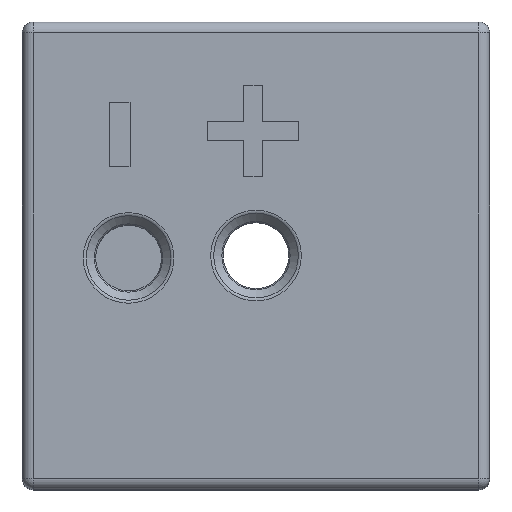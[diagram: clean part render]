
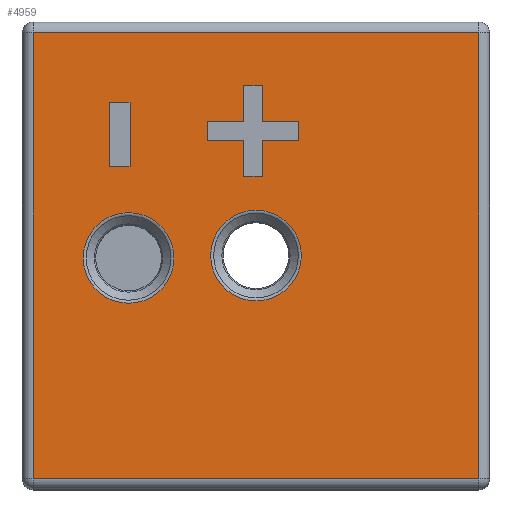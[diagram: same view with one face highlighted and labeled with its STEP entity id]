
A CAD part, top view. The second image highlights one B-rep face of the part: STEP entity #4959.
In plain terms, the highlighted planar face has unit normal (0, 0, 1).
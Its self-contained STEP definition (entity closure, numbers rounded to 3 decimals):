
#265=FACE_BOUND('',#1547,.T.);
#266=FACE_BOUND('',#1548,.T.);
#267=FACE_BOUND('',#1549,.T.);
#268=FACE_BOUND('',#1550,.T.);
#348=PLANE('',#5432);
#514=LINE('',#7867,#804);
#517=LINE('',#7872,#807);
#519=LINE('',#7876,#809);
#521=LINE('',#7880,#811);
#523=LINE('',#7884,#813);
#525=LINE('',#7888,#815);
#527=LINE('',#7892,#817);
#529=LINE('',#7896,#819);
#531=LINE('',#7900,#821);
#533=LINE('',#7904,#823);
#535=LINE('',#7908,#825);
#537=LINE('',#7911,#827);
#538=LINE('',#7915,#828);
#542=LINE('',#7923,#832);
#545=LINE('',#7929,#835);
#548=LINE('',#7934,#838);
#556=LINE('',#8092,#846);
#557=LINE('',#8094,#847);
#558=LINE('',#8096,#848);
#559=LINE('',#8097,#849);
#804=VECTOR('',#6382,1.718);
#807=VECTOR('',#6387,1.706);
#809=VECTOR('',#6391,0.887);
#811=VECTOR('',#6395,1.706);
#813=VECTOR('',#6399,1.718);
#815=VECTOR('',#6403,0.867);
#817=VECTOR('',#6407,0.867);
#819=VECTOR('',#6411,1.718);
#821=VECTOR('',#6415,1.706);
#823=VECTOR('',#6419,0.887);
#825=VECTOR('',#6423,1.706);
#827=VECTOR('',#6427,1.718);
#828=VECTOR('',#6430,3.028);
#832=VECTOR('',#6436,0.972);
#835=VECTOR('',#6441,0.972);
#838=VECTOR('',#6446,3.028);
#846=VECTOR('',#6516,21.);
#847=VECTOR('',#6517,21.);
#848=VECTOR('',#6518,21.);
#849=VECTOR('',#6519,21.);
#1204=FACE_OUTER_BOUND('',#1546,.T.);
#1546=EDGE_LOOP('',(#3891,#3892,#3893,#3894));
#1547=EDGE_LOOP('',(#3895,#3896,#3897,#3898,#3899,#3900,#3901,#3902,#3903,
#3904,#3905,#3906));
#1548=EDGE_LOOP('',(#3907,#3908,#3909,#3910));
#1549=EDGE_LOOP('',(#3911));
#1550=EDGE_LOOP('',(#3912));
#1919=CIRCLE('',#5431,2.133);
#1920=CIRCLE('',#5433,2.133);
#2240=VERTEX_POINT('',#7865);
#2241=VERTEX_POINT('',#7866);
#2242=VERTEX_POINT('',#7871);
#2243=VERTEX_POINT('',#7875);
#2244=VERTEX_POINT('',#7879);
#2245=VERTEX_POINT('',#7883);
#2246=VERTEX_POINT('',#7887);
#2247=VERTEX_POINT('',#7891);
#2248=VERTEX_POINT('',#7895);
#2249=VERTEX_POINT('',#7899);
#2250=VERTEX_POINT('',#7903);
#2251=VERTEX_POINT('',#7907);
#2252=VERTEX_POINT('',#7913);
#2253=VERTEX_POINT('',#7914);
#2256=VERTEX_POINT('',#7922);
#2258=VERTEX_POINT('',#7928);
#2299=VERTEX_POINT('',#8087);
#2300=VERTEX_POINT('',#8090);
#2301=VERTEX_POINT('',#8091);
#2302=VERTEX_POINT('',#8093);
#2303=VERTEX_POINT('',#8095);
#2304=VERTEX_POINT('',#8098);
#2790=EDGE_CURVE('',#2240,#2241,#514,.T.);
#2793=EDGE_CURVE('',#2241,#2242,#517,.T.);
#2795=EDGE_CURVE('',#2242,#2243,#519,.T.);
#2797=EDGE_CURVE('',#2243,#2244,#521,.T.);
#2799=EDGE_CURVE('',#2244,#2245,#523,.T.);
#2801=EDGE_CURVE('',#2245,#2246,#525,.T.);
#2803=EDGE_CURVE('',#2247,#2240,#527,.T.);
#2805=EDGE_CURVE('',#2248,#2247,#529,.T.);
#2807=EDGE_CURVE('',#2249,#2248,#531,.T.);
#2809=EDGE_CURVE('',#2250,#2249,#533,.T.);
#2811=EDGE_CURVE('',#2251,#2250,#535,.T.);
#2813=EDGE_CURVE('',#2246,#2251,#537,.T.);
#2814=EDGE_CURVE('',#2252,#2253,#538,.T.);
#2818=EDGE_CURVE('',#2253,#2256,#542,.T.);
#2821=EDGE_CURVE('',#2258,#2252,#545,.T.);
#2824=EDGE_CURVE('',#2256,#2258,#548,.T.);
#2865=EDGE_CURVE('',#2299,#2299,#1919,.T.);
#2866=EDGE_CURVE('',#2300,#2301,#556,.T.);
#2867=EDGE_CURVE('',#2302,#2300,#557,.T.);
#2868=EDGE_CURVE('',#2303,#2302,#558,.T.);
#2869=EDGE_CURVE('',#2301,#2303,#559,.T.);
#2870=EDGE_CURVE('',#2304,#2304,#1920,.T.);
#3891=ORIENTED_EDGE('',*,*,#2866,.F.);
#3892=ORIENTED_EDGE('',*,*,#2867,.F.);
#3893=ORIENTED_EDGE('',*,*,#2868,.F.);
#3894=ORIENTED_EDGE('',*,*,#2869,.F.);
#3895=ORIENTED_EDGE('',*,*,#2790,.T.);
#3896=ORIENTED_EDGE('',*,*,#2793,.T.);
#3897=ORIENTED_EDGE('',*,*,#2795,.T.);
#3898=ORIENTED_EDGE('',*,*,#2797,.T.);
#3899=ORIENTED_EDGE('',*,*,#2799,.T.);
#3900=ORIENTED_EDGE('',*,*,#2801,.T.);
#3901=ORIENTED_EDGE('',*,*,#2813,.T.);
#3902=ORIENTED_EDGE('',*,*,#2811,.T.);
#3903=ORIENTED_EDGE('',*,*,#2809,.T.);
#3904=ORIENTED_EDGE('',*,*,#2807,.T.);
#3905=ORIENTED_EDGE('',*,*,#2805,.T.);
#3906=ORIENTED_EDGE('',*,*,#2803,.T.);
#3907=ORIENTED_EDGE('',*,*,#2814,.T.);
#3908=ORIENTED_EDGE('',*,*,#2818,.T.);
#3909=ORIENTED_EDGE('',*,*,#2824,.T.);
#3910=ORIENTED_EDGE('',*,*,#2821,.T.);
#3911=ORIENTED_EDGE('',*,*,#2870,.F.);
#3912=ORIENTED_EDGE('',*,*,#2865,.F.);
#4959=ADVANCED_FACE('',(#1204,#265,#266,#267,#268),#348,.T.);
#5431=AXIS2_PLACEMENT_3D('',#8088,#6512,#6513);
#5432=AXIS2_PLACEMENT_3D('',#8089,#6514,#6515);
#5433=AXIS2_PLACEMENT_3D('',#8099,#6520,#6521);
#6382=DIRECTION('',(1.,0.,0.));
#6387=DIRECTION('',(0.,1.,0.));
#6391=DIRECTION('',(1.,0.,0.));
#6395=DIRECTION('',(0.,-1.,0.));
#6399=DIRECTION('',(1.,0.,0.));
#6403=DIRECTION('',(0.,-1.,0.));
#6407=DIRECTION('',(0.,1.,0.));
#6411=DIRECTION('',(-1.,0.,0.));
#6415=DIRECTION('',(0.,1.,0.));
#6419=DIRECTION('',(-1.,0.,0.));
#6423=DIRECTION('',(0.,-1.,0.));
#6427=DIRECTION('',(-1.,0.,0.));
#6430=DIRECTION('',(0.,1.,0.));
#6436=DIRECTION('',(1.,0.,0.));
#6441=DIRECTION('',(-1.,0.,0.));
#6446=DIRECTION('',(0.,-1.,0.));
#6512=DIRECTION('center_axis',(0.,0.,1.));
#6513=DIRECTION('ref_axis',(1.,0.,0.));
#6514=DIRECTION('center_axis',(0.,0.,1.));
#6515=DIRECTION('ref_axis',(1.,0.,0.));
#6516=DIRECTION('',(0.,1.,0.));
#6517=DIRECTION('',(-1.,0.,0.));
#6518=DIRECTION('',(0.,-1.,0.));
#6519=DIRECTION('',(1.,0.,0.));
#6520=DIRECTION('center_axis',(0.,0.,1.));
#6521=DIRECTION('ref_axis',(-1.,0.,0.));
#7865=CARTESIAN_POINT('',(-2.304,6.303,11.));
#7866=CARTESIAN_POINT('',(-0.586,6.303,11.));
#7867=CARTESIAN_POINT('',(-5.793,6.303,11.));
#7871=CARTESIAN_POINT('',(-0.586,8.009,11.));
#7872=CARTESIAN_POINT('',(-0.586,4.004,11.));
#7875=CARTESIAN_POINT('',(0.302,8.009,11.));
#7876=CARTESIAN_POINT('',(-5.349,8.009,11.));
#7879=CARTESIAN_POINT('',(0.302,6.303,11.));
#7880=CARTESIAN_POINT('',(0.302,3.151,11.));
#7883=CARTESIAN_POINT('',(2.02,6.303,11.));
#7884=CARTESIAN_POINT('',(-4.49,6.303,11.));
#7887=CARTESIAN_POINT('',(2.02,5.436,11.));
#7888=CARTESIAN_POINT('',(2.02,2.718,11.));
#7891=CARTESIAN_POINT('',(-2.304,5.436,11.));
#7892=CARTESIAN_POINT('',(-2.304,3.151,11.));
#7895=CARTESIAN_POINT('',(-0.586,5.436,11.));
#7896=CARTESIAN_POINT('',(-6.652,5.436,11.));
#7899=CARTESIAN_POINT('',(-0.586,3.73,11.));
#7900=CARTESIAN_POINT('',(-0.586,2.718,11.));
#7903=CARTESIAN_POINT('',(0.302,3.73,11.));
#7904=CARTESIAN_POINT('',(-5.793,3.73,11.));
#7907=CARTESIAN_POINT('',(0.302,5.436,11.));
#7908=CARTESIAN_POINT('',(0.302,1.865,11.));
#7911=CARTESIAN_POINT('',(-5.349,5.436,11.));
#7913=CARTESIAN_POINT('',(-6.905,4.203,11.));
#7914=CARTESIAN_POINT('',(-6.905,7.23,11.));
#7915=CARTESIAN_POINT('',(-6.905,3.615,11.));
#7922=CARTESIAN_POINT('',(-5.932,7.23,11.));
#7923=CARTESIAN_POINT('',(-8.466,7.23,11.));
#7928=CARTESIAN_POINT('',(-5.932,4.203,11.));
#7929=CARTESIAN_POINT('',(-8.952,4.203,11.));
#7934=CARTESIAN_POINT('',(-5.932,2.101,11.));
#8087=CARTESIAN_POINT('',(-2.133,0.,11.));
#8088=CARTESIAN_POINT('Origin',(0.,0.,11.));
#8089=CARTESIAN_POINT('Origin',(-11.,0.,11.));
#8090=CARTESIAN_POINT('',(-10.5,-10.5,11.));
#8091=CARTESIAN_POINT('',(-10.5,10.5,11.));
#8092=CARTESIAN_POINT('',(-10.5,0.,11.));
#8093=CARTESIAN_POINT('',(10.5,-10.5,11.));
#8094=CARTESIAN_POINT('',(-5.5,-10.5,11.));
#8095=CARTESIAN_POINT('',(10.5,10.5,11.));
#8096=CARTESIAN_POINT('',(10.5,0.,11.));
#8097=CARTESIAN_POINT('',(-5.5,10.5,11.));
#8098=CARTESIAN_POINT('',(-3.867,-0.112,11.));
#8099=CARTESIAN_POINT('Origin',(-6.,-0.112,11.));
